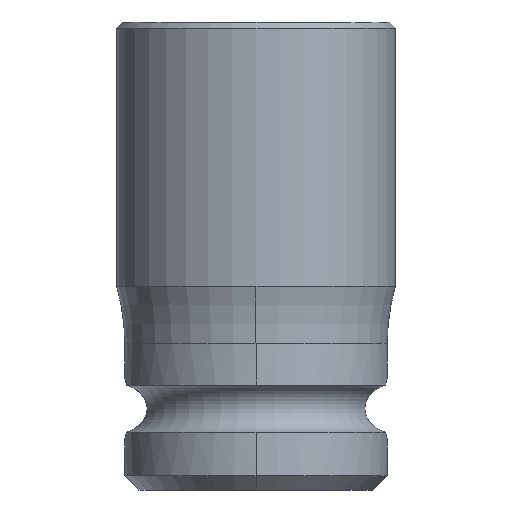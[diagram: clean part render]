
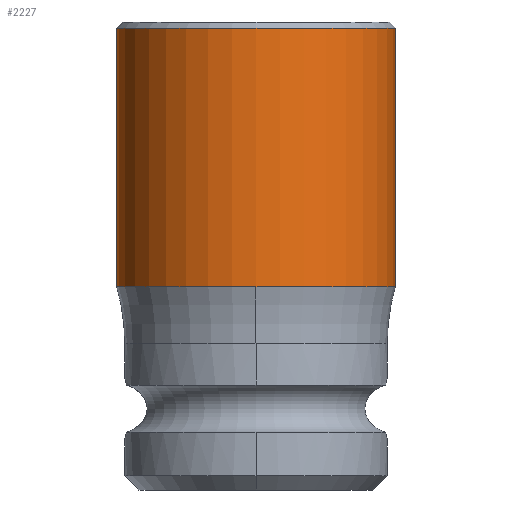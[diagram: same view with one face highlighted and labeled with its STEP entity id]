
A CAD part, left-side view. The second image highlights one B-rep face of the part: STEP entity #2227.
In plain terms, the highlighted cylindrical face has radius 6.85 mm (diameter 13.7 mm), a partial arc.
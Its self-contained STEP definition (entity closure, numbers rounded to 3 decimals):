
#390=DIRECTION('',(0.,0.,1.));
#391=VECTOR('',#390,12.7);
#392=CARTESIAN_POINT('',(0.,6.85,10.));
#393=LINE('',#392,#391);
#394=DIRECTION('',(0.,0.,1.));
#395=VECTOR('',#394,12.7);
#396=CARTESIAN_POINT('',(0.,-6.85,10.));
#397=LINE('',#396,#395);
#976=CARTESIAN_POINT('',(0.,0.,22.7));
#977=DIRECTION('',(0.,0.,1.));
#978=DIRECTION('',(0.,1.,0.));
#979=AXIS2_PLACEMENT_3D('',#976,#977,#978);
#981=CARTESIAN_POINT('',(0.,0.,10.));
#982=DIRECTION('',(0.,0.,1.));
#983=DIRECTION('',(-1.,0.,0.));
#984=AXIS2_PLACEMENT_3D('',#981,#982,#983);
#986=CARTESIAN_POINT('',(0.,0.,10.));
#987=DIRECTION('',(0.,0.,1.));
#988=DIRECTION('',(0.,1.,0.));
#989=AXIS2_PLACEMENT_3D('',#986,#987,#988);
#1106=CARTESIAN_POINT('',(0.,6.85,10.));
#1107=CARTESIAN_POINT('',(-6.85,0.,10.));
#1108=VERTEX_POINT('',#1106);
#1109=VERTEX_POINT('',#1107);
#1114=CARTESIAN_POINT('',(0.,-6.85,10.));
#1115=VERTEX_POINT('',#1114);
#1147=CARTESIAN_POINT('',(0.,-6.85,22.7));
#1148=CARTESIAN_POINT('',(0.,6.85,22.7));
#1149=VERTEX_POINT('',#1147);
#1150=VERTEX_POINT('',#1148);
#2215=CARTESIAN_POINT('',(0.,0.,9.35));
#2216=DIRECTION('',(0.,0.,1.));
#2217=DIRECTION('',(0.,1.,0.));
#2218=AXIS2_PLACEMENT_3D('',#2215,#2216,#2217);
#2219=CYLINDRICAL_SURFACE('',#2218,6.85);
#2220=ORIENTED_EDGE('',*,*,#2209,.T.);
#2221=ORIENTED_EDGE('',*,*,#1497,.F.);
#2222=ORIENTED_EDGE('',*,*,#1464,.F.);
#2223=ORIENTED_EDGE('',*,*,#1478,.F.);
#2224=ORIENTED_EDGE('',*,*,#1494,.T.);
#2225=EDGE_LOOP('',(#2220,#2221,#2222,#2223,#2224));
#2226=FACE_OUTER_BOUND('',#2225,.F.);
#2227=ADVANCED_FACE('',(#2226),#2219,.T.);
#980=CIRCLE('',#979,6.85);
#985=CIRCLE('',#984,6.85);
#990=CIRCLE('',#989,6.85);
#1464=EDGE_CURVE('',#1109,#1115,#985,.T.);
#1478=EDGE_CURVE('',#1108,#1109,#990,.T.);
#1494=EDGE_CURVE('',#1108,#1150,#393,.T.);
#1497=EDGE_CURVE('',#1115,#1149,#397,.T.);
#2209=EDGE_CURVE('',#1150,#1149,#980,.T.);
